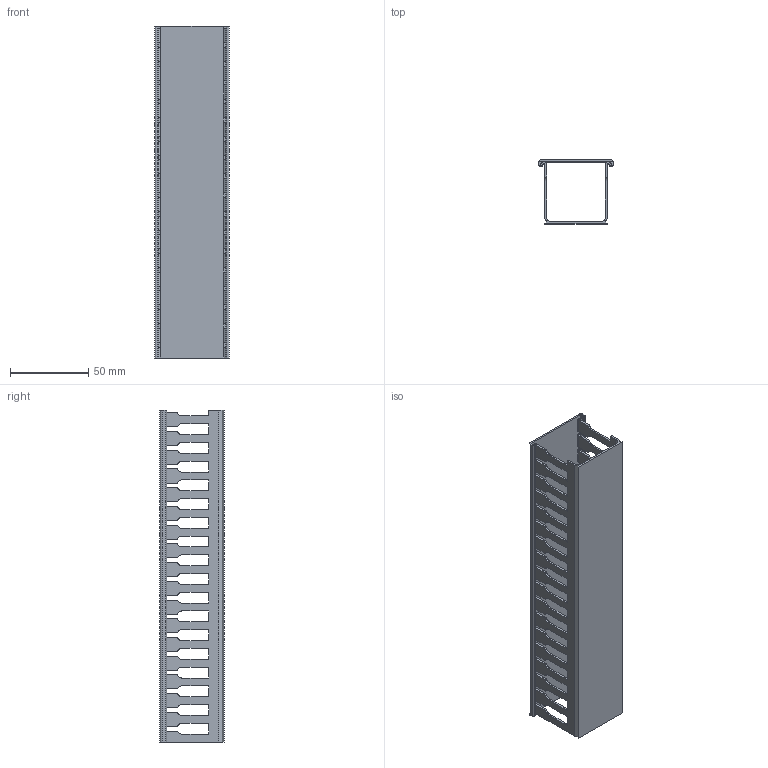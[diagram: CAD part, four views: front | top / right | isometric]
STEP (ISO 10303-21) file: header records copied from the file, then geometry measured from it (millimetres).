
FILE_DESCRIPTION (( 'STEP AP214' ), '1' );
FILE_NAME ('Wire Duct_Cable Tray 212,8.STEP', '2024-04-17T03:05:04', ( '' ), ( '' ), 'SwSTEP 2.0', 'SolidWorks 2022', '' );
FILE_SCHEMA (( 'AUTOMOTIVE_DESIGN' ));
Length unit declared in the file: millimetre
Products named in the file (1): Wire Duct_Cable Tray 212,8
Bounding box: 47.6 x 41.2 x 212.8 mm (x, y, z)
Volume: 37480.3 mm3; surface area: 67099.5 mm2
Topology: 2 solids, 2 shells, 462 faces, 1374 edges, 916 vertices
Faces by surface type: plane 274, cylinder 188
Entity records: 15577 total; most frequent: CARTESIAN_POINT 2753, ORIENTED_EDGE 2748, DIRECTION 2676, EDGE_CURVE 1374, VECTOR 998, LINE 998, VERTEX_POINT 916, AXIS2_PLACEMENT_3D 839
